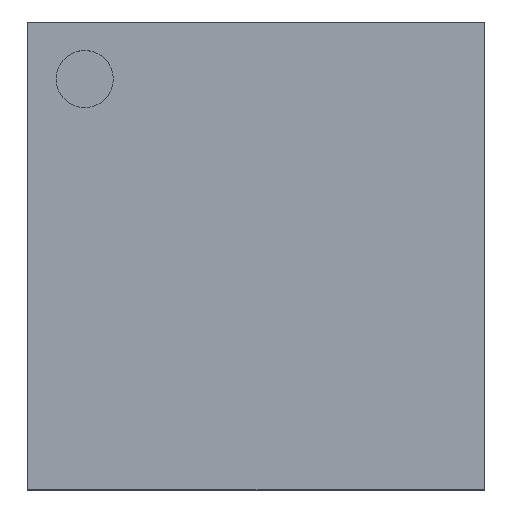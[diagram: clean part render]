
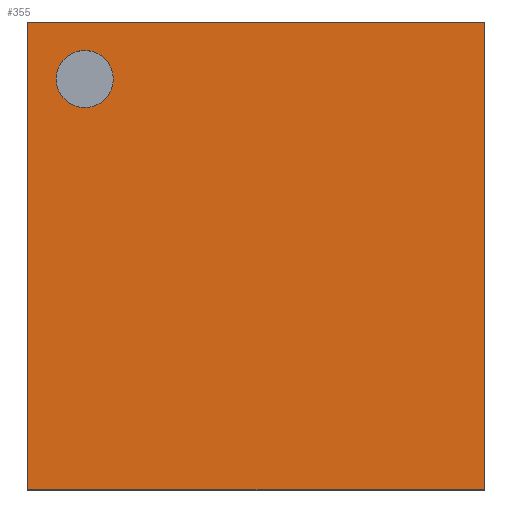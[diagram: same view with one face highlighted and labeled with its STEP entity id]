
A CAD part, top view. The second image highlights one B-rep face of the part: STEP entity #355.
In plain terms, the highlighted planar face has unit normal (0, 0, 1).
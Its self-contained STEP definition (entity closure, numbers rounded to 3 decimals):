
#166 = VERTEX_POINT('',#167);
#167 = CARTESIAN_POINT('',(-0.614,-0.629,0.5));
#174 = PLANE('',#175);
#175 = AXIS2_PLACEMENT_3D('',#176,#177,#178);
#176 = CARTESIAN_POINT('',(-0.614,-0.629,0.27));
#177 = DIRECTION('',(1.,0.,0.));
#178 = DIRECTION('',(0.,0.,1.));
#186 = PLANE('',#187);
#187 = AXIS2_PLACEMENT_3D('',#188,#189,#190);
#188 = CARTESIAN_POINT('',(-0.614,-0.629,0.27));
#189 = DIRECTION('',(0.,1.,0.));
#190 = DIRECTION('',(0.,0.,1.));
#227 = VERTEX_POINT('',#228);
#228 = CARTESIAN_POINT('',(-0.614,0.629,0.5));
#242 = PLANE('',#243);
#243 = AXIS2_PLACEMENT_3D('',#244,#245,#246);
#244 = CARTESIAN_POINT('',(-0.614,0.629,0.27));
#245 = DIRECTION('',(0.,1.,0.));
#246 = DIRECTION('',(0.,0.,1.));
#254 = EDGE_CURVE('',#166,#227,#255,.T.);
#255 = SURFACE_CURVE('',#256,(#260,#267),.PCURVE_S1.);
#256 = LINE('',#257,#258);
#257 = CARTESIAN_POINT('',(-0.614,-0.629,0.5));
#258 = VECTOR('',#259,1.);
#259 = DIRECTION('',(0.,1.,0.));
#260 = PCURVE('',#174,#261);
#261 = DEFINITIONAL_REPRESENTATION('',(#262),#266);
#262 = LINE('',#263,#264);
#263 = CARTESIAN_POINT('',(0.23,0.));
#264 = VECTOR('',#265,1.);
#265 = DIRECTION('',(0.,-1.));
#266 = ( GEOMETRIC_REPRESENTATION_CONTEXT(2) 
PARAMETRIC_REPRESENTATION_CONTEXT() REPRESENTATION_CONTEXT('2D SPACE',''
  ) );
#267 = PCURVE('',#268,#273);
#268 = PLANE('',#269);
#269 = AXIS2_PLACEMENT_3D('',#270,#271,#272);
#270 = CARTESIAN_POINT('',(-0.614,-0.629,0.5));
#271 = DIRECTION('',(0.,0.,1.));
#272 = DIRECTION('',(1.,0.,0.));
#273 = DEFINITIONAL_REPRESENTATION('',(#274),#278);
#274 = LINE('',#275,#276);
#275 = CARTESIAN_POINT('',(0.,0.));
#276 = VECTOR('',#277,1.);
#277 = DIRECTION('',(0.,1.));
#278 = ( GEOMETRIC_REPRESENTATION_CONTEXT(2) 
PARAMETRIC_REPRESENTATION_CONTEXT() REPRESENTATION_CONTEXT('2D SPACE',''
  ) );
#307 = EDGE_CURVE('',#166,#308,#310,.T.);
#308 = VERTEX_POINT('',#309);
#309 = CARTESIAN_POINT('',(0.614,-0.629,0.5));
#310 = SURFACE_CURVE('',#311,(#315,#322),.PCURVE_S1.);
#311 = LINE('',#312,#313);
#312 = CARTESIAN_POINT('',(-0.614,-0.629,0.5));
#313 = VECTOR('',#314,1.);
#314 = DIRECTION('',(1.,0.,0.));
#315 = PCURVE('',#186,#316);
#316 = DEFINITIONAL_REPRESENTATION('',(#317),#321);
#317 = LINE('',#318,#319);
#318 = CARTESIAN_POINT('',(0.23,0.));
#319 = VECTOR('',#320,1.);
#320 = DIRECTION('',(0.,1.));
#321 = ( GEOMETRIC_REPRESENTATION_CONTEXT(2) 
PARAMETRIC_REPRESENTATION_CONTEXT() REPRESENTATION_CONTEXT('2D SPACE',''
  ) );
#322 = PCURVE('',#268,#323);
#323 = DEFINITIONAL_REPRESENTATION('',(#324),#328);
#324 = LINE('',#325,#326);
#325 = CARTESIAN_POINT('',(0.,0.));
#326 = VECTOR('',#327,1.);
#327 = DIRECTION('',(1.,0.));
#328 = ( GEOMETRIC_REPRESENTATION_CONTEXT(2) 
PARAMETRIC_REPRESENTATION_CONTEXT() REPRESENTATION_CONTEXT('2D SPACE',''
  ) );
#344 = PLANE('',#345);
#345 = AXIS2_PLACEMENT_3D('',#346,#347,#348);
#346 = CARTESIAN_POINT('',(0.614,-0.629,0.27));
#347 = DIRECTION('',(1.,0.,0.));
#348 = DIRECTION('',(0.,0.,1.));
#355 = ADVANCED_FACE('',(#356,#404),#268,.T.);
#356 = FACE_BOUND('',#357,.T.);
#357 = EDGE_LOOP('',(#358,#359,#360,#383));
#358 = ORIENTED_EDGE('',*,*,#254,.F.);
#359 = ORIENTED_EDGE('',*,*,#307,.T.);
#360 = ORIENTED_EDGE('',*,*,#361,.T.);
#361 = EDGE_CURVE('',#308,#362,#364,.T.);
#362 = VERTEX_POINT('',#363);
#363 = CARTESIAN_POINT('',(0.614,0.629,0.5));
#364 = SURFACE_CURVE('',#365,(#369,#376),.PCURVE_S1.);
#365 = LINE('',#366,#367);
#366 = CARTESIAN_POINT('',(0.614,-0.629,0.5));
#367 = VECTOR('',#368,1.);
#368 = DIRECTION('',(0.,1.,0.));
#369 = PCURVE('',#268,#370);
#370 = DEFINITIONAL_REPRESENTATION('',(#371),#375);
#371 = LINE('',#372,#373);
#372 = CARTESIAN_POINT('',(1.228,0.));
#373 = VECTOR('',#374,1.);
#374 = DIRECTION('',(0.,1.));
#375 = ( GEOMETRIC_REPRESENTATION_CONTEXT(2) 
PARAMETRIC_REPRESENTATION_CONTEXT() REPRESENTATION_CONTEXT('2D SPACE',''
  ) );
#376 = PCURVE('',#344,#377);
#377 = DEFINITIONAL_REPRESENTATION('',(#378),#382);
#378 = LINE('',#379,#380);
#379 = CARTESIAN_POINT('',(0.23,0.));
#380 = VECTOR('',#381,1.);
#381 = DIRECTION('',(0.,-1.));
#382 = ( GEOMETRIC_REPRESENTATION_CONTEXT(2) 
PARAMETRIC_REPRESENTATION_CONTEXT() REPRESENTATION_CONTEXT('2D SPACE',''
  ) );
#383 = ORIENTED_EDGE('',*,*,#384,.F.);
#384 = EDGE_CURVE('',#227,#362,#385,.T.);
#385 = SURFACE_CURVE('',#386,(#390,#397),.PCURVE_S1.);
#386 = LINE('',#387,#388);
#387 = CARTESIAN_POINT('',(-0.614,0.629,0.5));
#388 = VECTOR('',#389,1.);
#389 = DIRECTION('',(1.,0.,0.));
#390 = PCURVE('',#268,#391);
#391 = DEFINITIONAL_REPRESENTATION('',(#392),#396);
#392 = LINE('',#393,#394);
#393 = CARTESIAN_POINT('',(0.,1.258));
#394 = VECTOR('',#395,1.);
#395 = DIRECTION('',(1.,0.));
#396 = ( GEOMETRIC_REPRESENTATION_CONTEXT(2) 
PARAMETRIC_REPRESENTATION_CONTEXT() REPRESENTATION_CONTEXT('2D SPACE',''
  ) );
#397 = PCURVE('',#242,#398);
#398 = DEFINITIONAL_REPRESENTATION('',(#399),#403);
#399 = LINE('',#400,#401);
#400 = CARTESIAN_POINT('',(0.23,0.));
#401 = VECTOR('',#402,1.);
#402 = DIRECTION('',(0.,1.));
#403 = ( GEOMETRIC_REPRESENTATION_CONTEXT(2) 
PARAMETRIC_REPRESENTATION_CONTEXT() REPRESENTATION_CONTEXT('2D SPACE',''
  ) );
#404 = FACE_BOUND('',#405,.T.);
#405 = EDGE_LOOP('',(#406));
#406 = ORIENTED_EDGE('',*,*,#407,.F.);
#407 = EDGE_CURVE('',#408,#408,#410,.T.);
#408 = VERTEX_POINT('',#409);
#409 = CARTESIAN_POINT('',(-0.384,0.476,0.5));
#410 = SURFACE_CURVE('',#411,(#416,#423),.PCURVE_S1.);
#411 = CIRCLE('',#412,0.077);
#412 = AXIS2_PLACEMENT_3D('',#413,#414,#415);
#413 = CARTESIAN_POINT('',(-0.461,0.476,0.5));
#414 = DIRECTION('',(0.,0.,1.));
#415 = DIRECTION('',(1.,0.,0.));
#416 = PCURVE('',#268,#417);
#417 = DEFINITIONAL_REPRESENTATION('',(#418),#422);
#418 = CIRCLE('',#419,0.077);
#419 = AXIS2_PLACEMENT_2D('',#420,#421);
#420 = CARTESIAN_POINT('',(0.154,1.105));
#421 = DIRECTION('',(1.,0.));
#422 = ( GEOMETRIC_REPRESENTATION_CONTEXT(2) 
PARAMETRIC_REPRESENTATION_CONTEXT() REPRESENTATION_CONTEXT('2D SPACE',''
  ) );
#423 = PCURVE('',#424,#429);
#424 = CYLINDRICAL_SURFACE('',#425,0.077);
#425 = AXIS2_PLACEMENT_3D('',#426,#427,#428);
#426 = CARTESIAN_POINT('',(-0.461,0.476,0.45));
#427 = DIRECTION('',(0.,0.,1.));
#428 = DIRECTION('',(1.,0.,0.));
#429 = DEFINITIONAL_REPRESENTATION('',(#430),#434);
#430 = LINE('',#431,#432);
#431 = CARTESIAN_POINT('',(0.,0.05));
#432 = VECTOR('',#433,1.);
#433 = DIRECTION('',(1.,0.));
#434 = ( GEOMETRIC_REPRESENTATION_CONTEXT(2) 
PARAMETRIC_REPRESENTATION_CONTEXT() REPRESENTATION_CONTEXT('2D SPACE',''
  ) );
